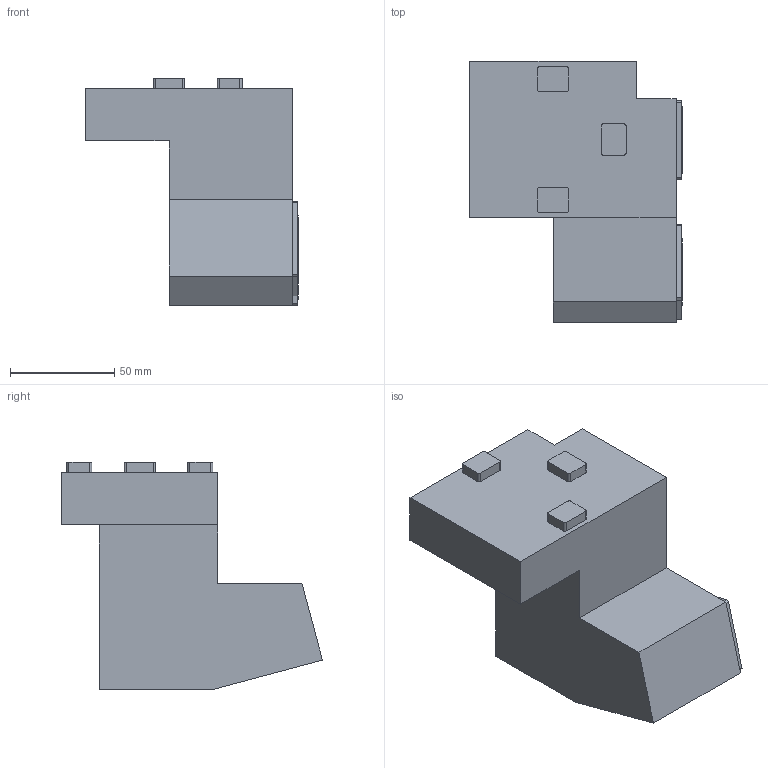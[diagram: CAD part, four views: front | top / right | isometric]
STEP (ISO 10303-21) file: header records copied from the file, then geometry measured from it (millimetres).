
FILE_DESCRIPTION(/* description */ (''),/* implementation_level */ '2;1');
FILE_NAME(/* name */ '1581915671255.stp',/* time_stamp */ '2020-02-17T10:31:21+05:00',/* author */ (''),/* organization */ ('SMS'),/* preprocessor_version */ 'ST-DEVELOPER v16.7',/* originating_system */ 'SIEMENS PLM Software NX 12.0',/* authorisation */ '');
FILE_SCHEMA (('AUTOMOTIVE_DESIGN { 1 0 10303 214 3 1 1 1 }'));
Length unit declared in the file: millimetre
Products named in the file (1): 201810979mod000_01
Bounding box: 102 x 125.15 x 109 mm (x, y, z)
Volume: 557897.3 mm3; surface area: 54019.3 mm2
Topology: 1 solids, 1 shells, 74 faces, 193 edges, 138 vertices
Faces by surface type: plane 54, cylinder 18, bspline 2
Full cylindrical faces by diameter (mm): 2 x2, 25.2 x2, 32 x2
Entity records: 2659 total; most frequent: CARTESIAN_POINT 820, ORIENTED_EDGE 358, DIRECTION 351, EDGE_CURVE 179, LINE 129, VECTOR 129, VERTEX_POINT 128, AXIS2_PLACEMENT_3D 111
